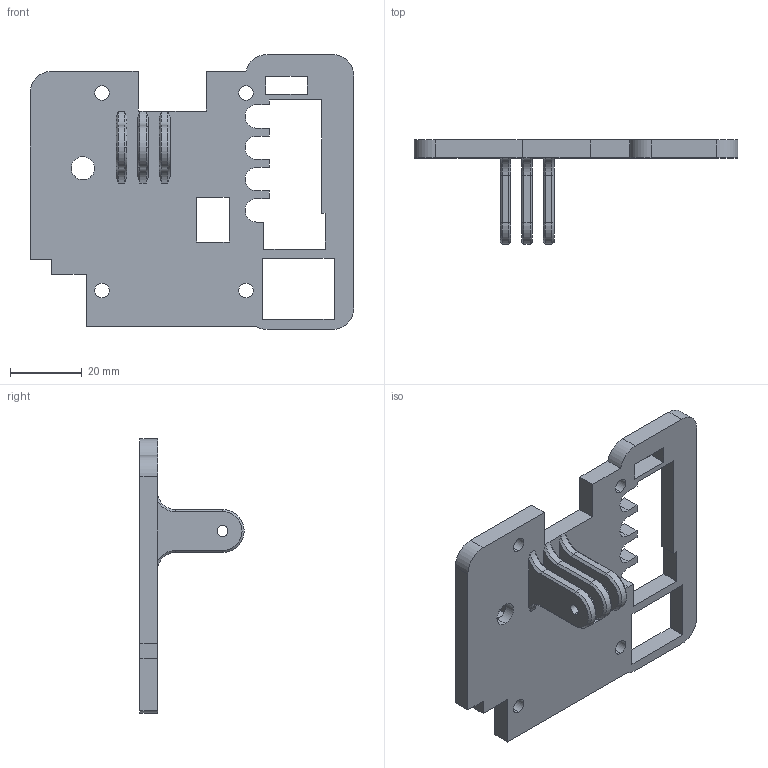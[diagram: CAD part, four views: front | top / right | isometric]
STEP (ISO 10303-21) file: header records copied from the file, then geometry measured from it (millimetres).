
FILE_DESCRIPTION (( 'STEP AP214' ), '1' );
FILE_NAME ('支架装配体_合一零件-2025031301.STEP', '2025-03-12T17:22:23', ( '' ), ( '' ), 'SwSTEP 2.0', 'SolidWorks 2018', '' );
FILE_SCHEMA (( 'AUTOMOTIVE_DESIGN' ));
Length unit declared in the file: millimetre
Products named in the file (1): 支架装配体_合一零件-2025031301
Bounding box: 90 x 29 x 76.4 mm (x, y, z)
Volume: 25696.5 mm3; surface area: 14973.4 mm2
Topology: 1 solids, 1 shells, 133 faces, 358 edges, 228 vertices
Faces by surface type: plane 77, cylinder 35, cone 21
Entity records: 5625 total; most frequent: CARTESIAN_POINT 756, ORIENTED_EDGE 716, DIRECTION 712, EDGE_CURVE 358, VECTOR 248, LINE 248, AXIS2_PLACEMENT_3D 232, VERTEX_POINT 228
